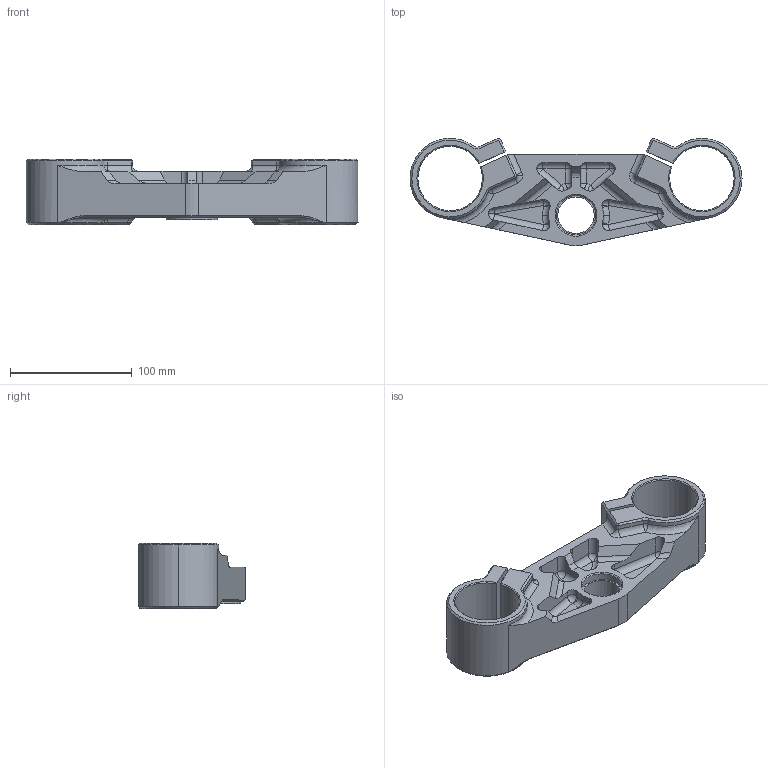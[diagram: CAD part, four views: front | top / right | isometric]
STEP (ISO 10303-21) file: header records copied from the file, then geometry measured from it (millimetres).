
FILE_DESCRIPTION (( 'STEP AP214' ), '1' );
FILE_NAME ('te_fourche.STEP', '2021-08-18T14:30:58', ( '' ), ( '' ), 'SwSTEP 2.0', 'SolidWorks 2014', '' );
FILE_SCHEMA (( 'AUTOMOTIVE_DESIGN' ));
Length unit declared in the file: millimetre
Products named in the file (1): te_fourche
Bounding box: 273 x 88.18 x 54 mm (x, y, z)
Volume: 445182.5 mm3; surface area: 89288.3 mm2
Topology: 1 solids, 1 shells, 268 faces, 678 edges, 404 vertices
Faces by surface type: cylinder 98, plane 63, cone 58, torus 41, sphere 4, bspline 4
Entity records: 8750 total; most frequent: CARTESIAN_POINT 2123, DIRECTION 1450, ORIENTED_EDGE 1320, EDGE_CURVE 660, AXIS2_PLACEMENT_3D 575, VERTEX_POINT 404, CIRCLE 310, LINE 300
